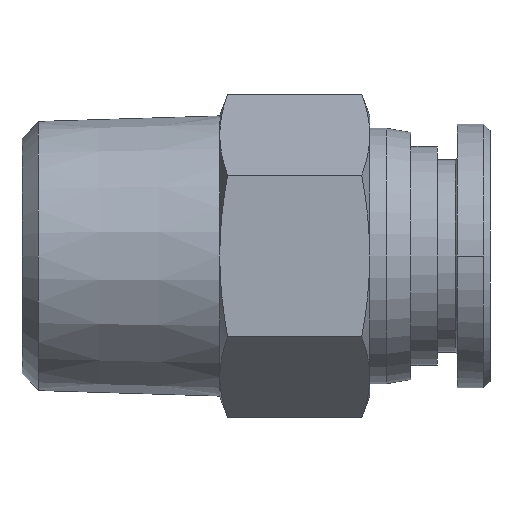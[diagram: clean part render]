
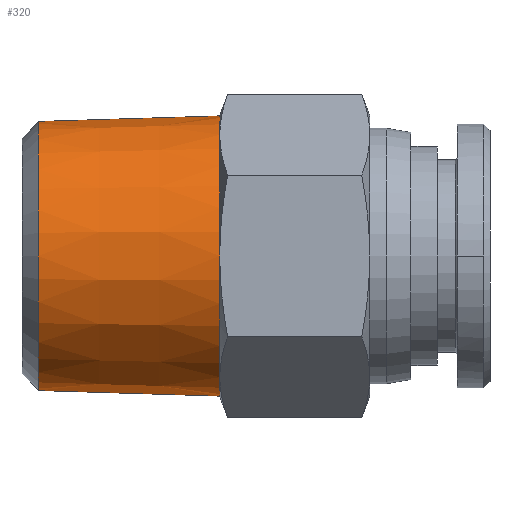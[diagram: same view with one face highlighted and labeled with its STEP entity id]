
A CAD part, front view. The second image highlights one B-rep face of the part: STEP entity #320.
In plain terms, the highlighted conical face has half-angle 1.754 degrees and reference radius 8.316 mm.
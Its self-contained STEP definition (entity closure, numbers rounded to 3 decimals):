
#252=CARTESIAN_POINT('',(0.0,0.,-5.6));
#253=DIRECTION('',(0.0,0.,1.0));
#254=DIRECTION('',(-1.0,0.0,0.0));
#255=AXIS2_PLACEMENT_3D('',#252,#253,#254);
#256=CONICAL_SURFACE('',#255,8.316,1.754);
#257=CARTESIAN_POINT('',(-8.163,0.,-10.6));
#258=VERTEX_POINT('',#257);
#259=CARTESIAN_POINT('',(-8.5,0.,0.4));
#260=VERTEX_POINT('',#259);
#261=CARTESIAN_POINT('',(-8.163,0.,-10.6));
#262=DIRECTION('',(-0.031,0.,1.));
#263=VECTOR('',#262,11.006);
#264=LINE('',#261,#263);
#265=EDGE_CURVE('',#258,#260,#264,.T.);
#266=ORIENTED_EDGE('',*,*,#265,.F.);
#267=CARTESIAN_POINT('',(8.163,0.,-10.6));
#268=VERTEX_POINT('',#267);
#269=CARTESIAN_POINT('',(0.0,0.,-10.6));
#270=DIRECTION('',(0.0,0.0,-1.0));
#271=DIRECTION('',(1.0,0.0,0.0));
#272=AXIS2_PLACEMENT_3D('',#269,#270,#271);
#273=CIRCLE('',#272,8.163);
#274=EDGE_CURVE('',#268,#258,#273,.T.);
#275=ORIENTED_EDGE('',*,*,#274,.F.);
#276=CARTESIAN_POINT('',(8.5,0.,0.4));
#277=VERTEX_POINT('',#276);
#278=CARTESIAN_POINT('',(8.5,0.,0.4));
#279=DIRECTION('',(-0.031,0.,-1.));
#280=VECTOR('',#279,11.006);
#281=LINE('',#278,#280);
#282=EDGE_CURVE('',#277,#268,#281,.T.);
#283=ORIENTED_EDGE('',*,*,#282,.F.);
#284=CARTESIAN_POINT('',(7.361,-4.25,0.4));
#285=VERTEX_POINT('',#284);
#286=CARTESIAN_POINT('',(0.0,0.,0.4));
#287=DIRECTION('',(0.0,0.0,1.0));
#288=DIRECTION('',(-1.0,0.0,0.0));
#289=AXIS2_PLACEMENT_3D('',#286,#287,#288);
#290=CIRCLE('',#289,8.5);
#291=EDGE_CURVE('',#285,#277,#290,.T.);
#292=ORIENTED_EDGE('',*,*,#291,.F.);
#293=CARTESIAN_POINT('',(0.,-8.5,0.4));
#294=VERTEX_POINT('',#293);
#295=CARTESIAN_POINT('',(0.0,0.,0.4));
#296=DIRECTION('',(0.0,0.0,1.0));
#297=DIRECTION('',(-1.0,0.0,0.0));
#298=AXIS2_PLACEMENT_3D('',#295,#296,#297);
#299=CIRCLE('',#298,8.5);
#300=EDGE_CURVE('',#294,#285,#299,.T.);
#301=ORIENTED_EDGE('',*,*,#300,.F.);
#302=CARTESIAN_POINT('',(-7.361,-4.25,0.4));
#303=VERTEX_POINT('',#302);
#304=CARTESIAN_POINT('',(0.0,0.,0.4));
#305=DIRECTION('',(0.0,0.0,1.0));
#306=DIRECTION('',(-1.0,0.0,0.0));
#307=AXIS2_PLACEMENT_3D('',#304,#305,#306);
#308=CIRCLE('',#307,8.5);
#309=EDGE_CURVE('',#303,#294,#308,.T.);
#310=ORIENTED_EDGE('',*,*,#309,.F.);
#311=CARTESIAN_POINT('',(0.0,0.,0.4));
#312=DIRECTION('',(0.0,0.0,1.0));
#313=DIRECTION('',(-1.0,0.0,0.0));
#314=AXIS2_PLACEMENT_3D('',#311,#312,#313);
#315=CIRCLE('',#314,8.5);
#316=EDGE_CURVE('',#260,#303,#315,.T.);
#317=ORIENTED_EDGE('',*,*,#316,.F.);
#318=EDGE_LOOP('',(#266,#275,#283,#292,#301,#310,#317));
#319=FACE_OUTER_BOUND('',#318,.T.);
#320=ADVANCED_FACE('',(#319),#256,.T.);
